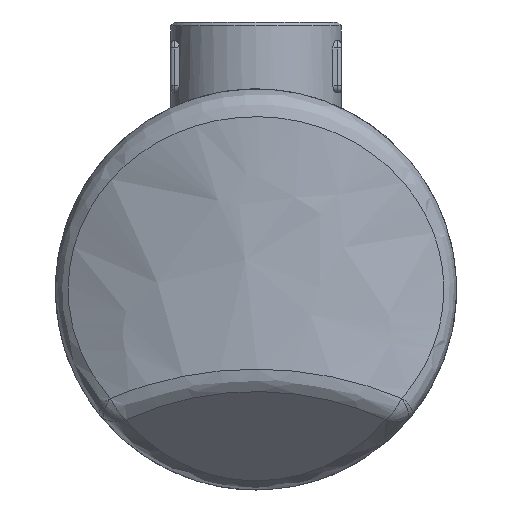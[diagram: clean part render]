
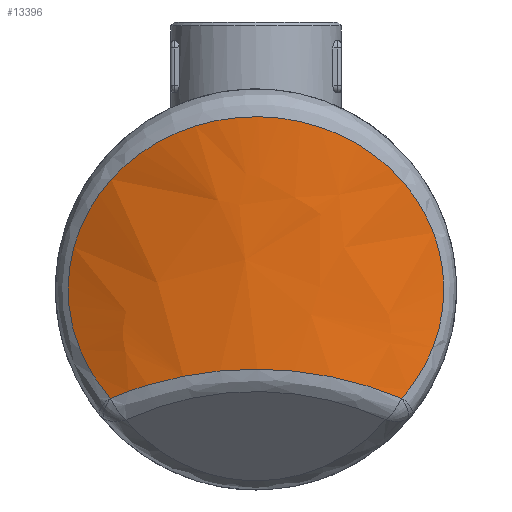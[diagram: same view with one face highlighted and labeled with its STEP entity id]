
A CAD part, left-side view. The second image highlights one B-rep face of the part: STEP entity #13396.
In plain terms, the highlighted free-form (B-spline) face has degree [1, 2] with [2, 9] control points.
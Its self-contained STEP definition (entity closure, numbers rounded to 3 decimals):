
#13273=CARTESIAN_POINT('',(-48.417,-54.,-29.349));
#13274=CARTESIAN_POINT('',(-48.417,-54.,46.523));
#13275=CARTESIAN_POINT('',(5.583,-129.717,-29.349));
#13276=CARTESIAN_POINT('',(5.583,-129.717,46.523));
#13277=CARTESIAN_POINT('',(81.3,-75.717,-29.349));
#13278=CARTESIAN_POINT('',(81.3,-75.717,46.523));
#13279=CARTESIAN_POINT('',(157.017,-21.717,-29.349));
#13280=CARTESIAN_POINT('',(157.017,-21.717,46.523));
#13281=CARTESIAN_POINT('',(103.017,54.,-29.349));
#13282=CARTESIAN_POINT('',(103.017,54.,46.523));
#13283=CARTESIAN_POINT('',(49.017,129.717,-29.349));
#13284=CARTESIAN_POINT('',(49.017,129.717,46.523));
#13285=CARTESIAN_POINT('',(-26.7,75.717,-29.349));
#13286=CARTESIAN_POINT('',(-26.7,75.717,46.523));
#13287=CARTESIAN_POINT('',(-102.417,21.717,-29.349));
#13288=CARTESIAN_POINT('',(-102.417,21.717,46.523));
#13289=CARTESIAN_POINT('',(-48.417,-54.,-29.349));
#13290=CARTESIAN_POINT('',(-48.417,-54.,46.523));
#13298=(BOUNDED_SURFACE()B_SPLINE_SURFACE(1,2,((#13273,#13275,#13277,#13279,#13281,#13283,#13285,#13287,#13289),(#13274,#13276,#13278,#13280,#13282,#13284,#13286,#13288,#13290)),.UNSPECIFIED.,.F.,.T.,.U.)B_SPLINE_SURFACE_WITH_KNOTS((2,2),(3,2,2,2,3),(-0.316,0.5),(0.0,146.084,292.168,438.252,584.336),.UNSPECIFIED.)GEOMETRIC_REPRESENTATION_ITEM()RATIONAL_B_SPLINE_SURFACE(((1.0,0.707,1.0,0.707,1.0,0.707,1.0,0.707,1.0),(1.0,0.707,1.0,0.707,1.0,0.707,1.0,0.707,1.0)))REPRESENTATION_ITEM('')SURFACE());
#13299=CARTESIAN_POINT('',(-56.942,-39.4,-29.158));
#13300=VERTEX_POINT('',#13299);
#13301=CARTESIAN_POINT('',(-57.038,-39.193,-29.349));
#13302=VERTEX_POINT('',#13301);
#13303=CARTESIAN_POINT('',(-56.942,-39.4,-29.158));
#13304=CARTESIAN_POINT('',(-56.971,-39.338,-29.229));
#13305=CARTESIAN_POINT('',(-57.003,-39.268,-29.294));
#13306=CARTESIAN_POINT('',(-57.038,-39.193,-29.349));
#13307=B_SPLINE_CURVE_WITH_KNOTS('',3,(#13303,#13304,#13305,#13306),.UNSPECIFIED.,.F.,.U.,(4,4),(0.,0.028),.UNSPECIFIED.);
#13308=EDGE_CURVE('',#13300,#13302,#13307,.T.);
#13309=ORIENTED_EDGE('',*,*,#13308,.F.);
#13310=CARTESIAN_POINT('',(-56.942,39.4,-29.158));
#13311=VERTEX_POINT('',#13310);
#13312=CARTESIAN_POINT('',(-56.942,39.4,-29.158));
#13313=CARTESIAN_POINT('',(-56.747,39.816,-28.683));
#13314=CARTESIAN_POINT('',(-56.36,40.627,-27.718));
#13315=CARTESIAN_POINT('',(-55.602,42.16,-25.738));
#13316=CARTESIAN_POINT('',(-54.311,44.641,-22.103));
#13317=CARTESIAN_POINT('',(-52.987,46.959,-17.592));
#13318=CARTESIAN_POINT('',(-51.951,48.67,-12.838));
#13319=CARTESIAN_POINT('',(-51.347,49.638,-9.19));
#13320=CARTESIAN_POINT('',(-50.931,50.289,-5.441));
#13321=CARTESIAN_POINT('',(-50.75,50.569,-2.066));
#13322=CARTESIAN_POINT('',(-50.733,50.595,0.885));
#13323=CARTESIAN_POINT('',(-50.843,50.425,4.267));
#13324=CARTESIAN_POINT('',(-51.147,49.954,7.62));
#13325=CARTESIAN_POINT('',(-51.623,49.197,10.892));
#13326=CARTESIAN_POINT('',(-52.209,48.249,14.126));
#13327=CARTESIAN_POINT('',(-53.128,46.714,18.059));
#13328=CARTESIAN_POINT('',(-54.238,44.747,21.786));
#13329=CARTESIAN_POINT('',(-55.196,42.944,24.607));
#13330=CARTESIAN_POINT('',(-56.685,40.025,28.673));
#13331=CARTESIAN_POINT('',(-58.294,36.514,32.394));
#13332=CARTESIAN_POINT('',(-59.836,32.525,35.638));
#13333=CARTESIAN_POINT('',(-60.587,30.44,37.163));
#13334=CARTESIAN_POINT('',(-61.306,28.279,38.579));
#13335=CARTESIAN_POINT('',(-62.226,25.269,40.34));
#13336=CARTESIAN_POINT('',(-63.281,21.277,42.284));
#13337=CARTESIAN_POINT('',(-64.154,17.048,43.835));
#13338=CARTESIAN_POINT('',(-64.719,13.562,44.821));
#13339=CARTESIAN_POINT('',(-65.071,10.913,45.428));
#13340=CARTESIAN_POINT('',(-65.35,8.218,45.905));
#13341=CARTESIAN_POINT('',(-65.552,5.486,46.249));
#13342=CARTESIAN_POINT('',(-65.673,2.733,46.455));
#13343=CARTESIAN_POINT('',(-65.714,-0.02,46.523));
#13344=CARTESIAN_POINT('',(-65.672,-2.774,46.453));
#13345=CARTESIAN_POINT('',(-65.508,-6.446,46.175));
#13346=CARTESIAN_POINT('',(-65.183,-10.08,45.621));
#13347=CARTESIAN_POINT('',(-64.711,-13.61,44.808));
#13348=CARTESIAN_POINT('',(-64.146,-17.087,43.822));
#13349=CARTESIAN_POINT('',(-63.272,-21.313,42.269));
#13350=CARTESIAN_POINT('',(-62.216,-25.306,40.321));
#13351=CARTESIAN_POINT('',(-61.408,-27.944,38.774));
#13352=CARTESIAN_POINT('',(-60.932,-29.404,37.841));
#13353=CARTESIAN_POINT('',(-60.204,-31.542,36.398));
#13354=CARTESIAN_POINT('',(-59.059,-34.599,34.036));
#13355=CARTESIAN_POINT('',(-57.478,-38.296,30.507));
#13356=CARTESIAN_POINT('',(-56.176,-41.024,27.284));
#13357=CARTESIAN_POINT('',(-55.182,-42.972,24.566));
#13358=CARTESIAN_POINT('',(-54.228,-44.766,21.753));
#13359=CARTESIAN_POINT('',(-53.12,-46.729,18.026));
#13360=CARTESIAN_POINT('',(-52.201,-48.261,14.091));
#13361=CARTESIAN_POINT('',(-51.616,-49.208,10.852));
#13362=CARTESIAN_POINT('',(-51.221,-49.836,8.121));
#13363=CARTESIAN_POINT('',(-50.91,-50.322,5.069));
#13364=CARTESIAN_POINT('',(-50.736,-50.59,1.689));
#13365=CARTESIAN_POINT('',(-50.736,-50.59,-1.829));
#13366=CARTESIAN_POINT('',(-50.935,-50.284,-5.479));
#13367=CARTESIAN_POINT('',(-51.353,-49.629,-9.232));
#13368=CARTESIAN_POINT('',(-51.96,-48.656,-12.881));
#13369=CARTESIAN_POINT('',(-52.735,-47.374,-16.432));
#13370=CARTESIAN_POINT('',(-53.653,-45.792,-19.862));
#13371=CARTESIAN_POINT('',(-54.676,-43.939,-23.128));
#13372=CARTESIAN_POINT('',(-55.778,-41.822,-26.237));
#13373=CARTESIAN_POINT('',(-56.552,-40.234,-28.205));
#13374=CARTESIAN_POINT('',(-56.942,-39.4,-29.158));
#13375=B_SPLINE_CURVE_WITH_KNOTS('',3,(#13312,#13313,#13314,#13315,#13316,#13317,#13318,#13319,#13320,#13321,#13322,#13323,#13324,#13325,#13326,#13327,#13328,#13329,#13330,#13331,#13332,#13333,#13334,#13335,#13336,#13337,#13338,#13339,#13340,#13341,#13342,#13343,#13344,#13345,#13346,#13347,#13348,#13349,#13350,#13351,#13352,#13353,#13354,#13355,#13356,#13357,#13358,#13359,#13360,#13361,#13362,#13363,#13364,#13365,#13366,#13367,#13368,#13369,#13370,#13371,#13372,#13373,#13374),.UNSPECIFIED.,.F.,.U.,(4,1,1,1,1,1,1,1,1,1,1,1,1,1,1,1,1,1,1,1,1,1,1,1,1,1,1,1,1,1,1,1,1,1,1,1,1,1,1,1,1,1,1,1,1,1,1,1,1,1,1,1,1,1,1,1,1,1,1,1,4),(19.072,19.261,19.451,19.83,20.589,20.969,21.348,21.727,22.107,22.36,22.613,23.118,23.371,23.624,24.13,24.636,24.889,25.142,26.153,26.406,26.659,26.912,27.165,27.671,28.177,28.43,28.683,28.936,29.188,29.441,29.694,29.947,30.2,30.706,30.959,31.212,31.718,32.224,32.476,32.603,32.729,33.235,33.741,34.247,34.5,34.753,35.259,35.764,36.017,36.27,36.608,36.945,37.282,37.661,38.041,38.42,38.8,39.179,39.558,39.938,40.317),.UNSPECIFIED.);
#13376=EDGE_CURVE('',#13311,#13300,#13375,.T.);
#13377=ORIENTED_EDGE('',*,*,#13376,.F.);
#13378=CARTESIAN_POINT('',(-57.038,39.193,-29.349));
#13379=VERTEX_POINT('',#13378);
#13380=CARTESIAN_POINT('',(-57.038,39.193,-29.349));
#13381=CARTESIAN_POINT('',(-57.003,39.268,-29.294));
#13382=CARTESIAN_POINT('',(-56.971,39.338,-29.229));
#13383=CARTESIAN_POINT('',(-56.942,39.4,-29.158));
#13384=B_SPLINE_CURVE_WITH_KNOTS('',3,(#13380,#13381,#13382,#13383),.UNSPECIFIED.,.F.,.U.,(4,4),(0.,0.028),.UNSPECIFIED.);
#13385=EDGE_CURVE('',#13379,#13311,#13384,.T.);
#13386=ORIENTED_EDGE('',*,*,#13385,.F.);
#13387=CARTESIAN_POINT('',(27.3,0.0,-105.979));
#13388=DIRECTION('',(-0.672,0.,-0.74));
#13389=DIRECTION('',(-0.74,0.,0.672));
#13390=AXIS2_PLACEMENT_3D('',#13387,#13388,#13389);
#13391=ELLIPSE('',#13390,125.655,93.);
#13392=EDGE_CURVE('',#13302,#13379,#13391,.T.);
#13393=ORIENTED_EDGE('',*,*,#13392,.F.);
#13394=EDGE_LOOP('',(#13309,#13377,#13386,#13393));
#13395=FACE_OUTER_BOUND('',#13394,.T.);
#13396=ADVANCED_FACE('',(#13395),#13298,.F.);
